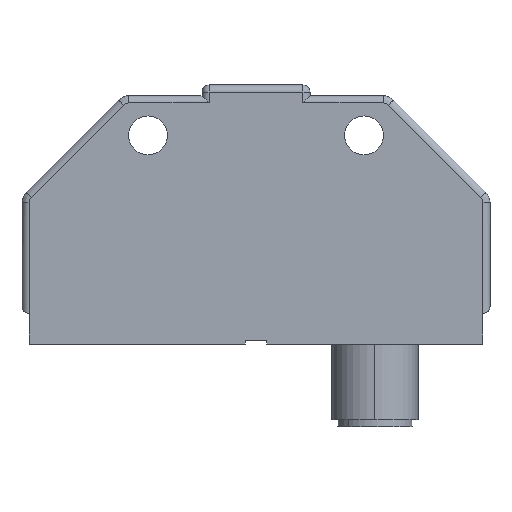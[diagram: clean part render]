
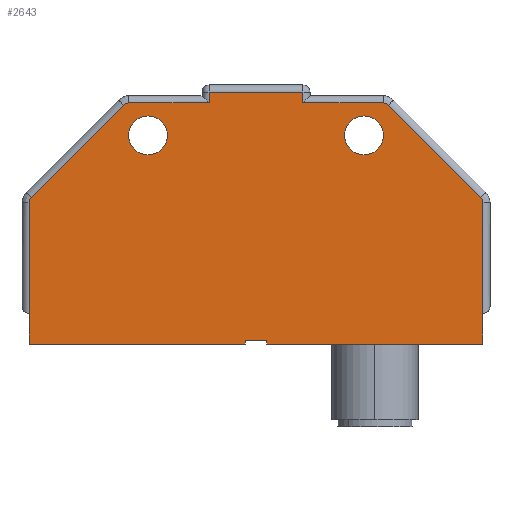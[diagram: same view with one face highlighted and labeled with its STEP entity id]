
A CAD part, front view. The second image highlights one B-rep face of the part: STEP entity #2643.
In plain terms, the highlighted planar face has unit normal (0, -1, 0).
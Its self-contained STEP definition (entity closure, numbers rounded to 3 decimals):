
#39=DIRECTION('',(0.,0.,-1.));
#40=VECTOR('',#39,4.254);
#41=CARTESIAN_POINT('',(31.5,0.,3.754));
#42=LINE('',#41,#40);
#43=DIRECTION('',(0.,0.,1.));
#44=VECTOR('',#43,0.508);
#45=CARTESIAN_POINT('',(1.5,0.,-0.5));
#46=LINE('',#45,#44);
#47=CARTESIAN_POINT('',(0.,0.,134.031));
#48=DIRECTION('',(0.,1.,0.));
#49=DIRECTION('',(0.011,0.,-1.));
#50=AXIS2_PLACEMENT_3D('',#47,#48,#49);
#52=DIRECTION('',(0.,0.,-1.));
#53=VECTOR('',#52,0.508);
#54=CARTESIAN_POINT('',(-1.5,0.,0.008));
#55=LINE('',#54,#53);
#56=DIRECTION('',(0.,0.,1.));
#57=VECTOR('',#56,4.254);
#58=CARTESIAN_POINT('',(-31.5,0.,-0.5));
#59=LINE('',#58,#57);
#60=CARTESIAN_POINT('',(-30.5,0.,19.172));
#61=DIRECTION('',(0.,1.,0.));
#62=DIRECTION('',(-1.,0.,0.));
#63=AXIS2_PLACEMENT_3D('',#60,#61,#62);
#65=DIRECTION('',(0.707,0.,0.707));
#66=VECTOR('',#65,18.142);
#67=CARTESIAN_POINT('',(-31.207,0.,19.879));
#68=LINE('',#67,#66);
#69=CARTESIAN_POINT('',(-17.672,0.,32.));
#70=DIRECTION('',(0.,1.,0.));
#71=DIRECTION('',(-0.707,0.,0.707));
#72=AXIS2_PLACEMENT_3D('',#69,#70,#71);
#74=CARTESIAN_POINT('',(17.672,0.,32.));
#75=DIRECTION('',(0.,1.,0.));
#76=DIRECTION('',(0.,0.,1.));
#77=AXIS2_PLACEMENT_3D('',#74,#75,#76);
#79=DIRECTION('',(0.707,0.,-0.707));
#80=VECTOR('',#79,18.142);
#81=CARTESIAN_POINT('',(18.379,0.,32.707));
#82=LINE('',#81,#80);
#83=CARTESIAN_POINT('',(30.5,0.,19.172));
#84=DIRECTION('',(0.,1.,0.));
#85=DIRECTION('',(0.707,0.,0.707));
#86=AXIS2_PLACEMENT_3D('',#83,#84,#85);
#88=CARTESIAN_POINT('',(15.,0.,28.5));
#89=DIRECTION('',(0.,-1.,0.));
#90=DIRECTION('',(-1.,0.,0.));
#91=AXIS2_PLACEMENT_3D('',#88,#89,#90);
#93=CARTESIAN_POINT('',(15.,0.,28.5));
#94=DIRECTION('',(0.,-1.,0.));
#95=DIRECTION('',(1.,0.,0.));
#96=AXIS2_PLACEMENT_3D('',#93,#94,#95);
#98=CARTESIAN_POINT('',(-15.,0.,28.5));
#99=DIRECTION('',(0.,-1.,0.));
#100=DIRECTION('',(-1.,0.,0.));
#101=AXIS2_PLACEMENT_3D('',#98,#99,#100);
#103=CARTESIAN_POINT('',(-15.,0.,28.5));
#104=DIRECTION('',(0.,-1.,0.));
#105=DIRECTION('',(1.,0.,0.));
#106=AXIS2_PLACEMENT_3D('',#103,#104,#105);
#112=DIRECTION('',(0.,0.,1.));
#113=VECTOR('',#112,15.417);
#114=CARTESIAN_POINT('',(31.5,0.,3.754));
#115=LINE('',#114,#113);
#374=DIRECTION('',(0.,0.,-1.));
#375=VECTOR('',#374,15.417);
#376=CARTESIAN_POINT('',(-31.5,0.,
19.172));
#377=LINE('',#376,#375);
#397=CARTESIAN_POINT('',(-31.5,0.,3.754));
#421=DIRECTION('',(1.,0.,0.));
#422=VECTOR('',#421,30.);
#423=CARTESIAN_POINT('',(-31.5,0.,-0.5));
#424=LINE('',#423,#422);
#510=DIRECTION('',(1.,0.,0.));
#511=VECTOR('',#510,30.);
#512=CARTESIAN_POINT('',(1.5,0.,-0.5));
#513=LINE('',#512,#511);
#547=CARTESIAN_POINT('',(31.5,0.,3.754));
#1628=DIRECTION('',(-1.,0.,0.));
#1629=VECTOR('',#1628,11.172);
#1630=CARTESIAN_POINT('',(-6.5,0.,33.));
#1631=LINE('',#1630,#1629);
#1640=DIRECTION('',(0.,0.,-1.));
#1641=VECTOR('',#1640,1.5);
#1642=CARTESIAN_POINT('',(-6.5,0.,34.5));
#1643=LINE('',#1642,#1641);
#1805=DIRECTION('',(0.,0.,1.));
#1806=VECTOR('',#1805,1.5);
#1807=CARTESIAN_POINT('',(6.5,0.,33.));
#1808=LINE('',#1807,#1806);
#1817=DIRECTION('',(-1.,0.,0.));
#1818=VECTOR('',#1817,11.172);
#1819=CARTESIAN_POINT('',(17.672,0.,
33.));
#1820=LINE('',#1819,#1818);
#1873=DIRECTION('',(-1.,0.,0.));
#1874=VECTOR('',#1873,13.);
#1875=CARTESIAN_POINT('',(6.5,0.,34.5));
#1876=LINE('',#1875,#1874);
#2087=CARTESIAN_POINT('',(6.5,0.,33.));
#2088=CARTESIAN_POINT('',(6.5,0.,34.5));
#2089=VERTEX_POINT('',#2087);
#2090=VERTEX_POINT('',#2088);
#2091=CARTESIAN_POINT('',(17.672,0.,
33.));
#2092=VERTEX_POINT('',#2091);
#2093=CARTESIAN_POINT('',(18.379,0.,32.707));
#2094=VERTEX_POINT('',#2093);
#2095=CARTESIAN_POINT('',(31.207,0.,
19.879));
#2096=VERTEX_POINT('',#2095);
#2097=CARTESIAN_POINT('',(31.5,0.,
19.172));
#2098=VERTEX_POINT('',#2097);
#2099=CARTESIAN_POINT('',(-31.5,0.,19.172));
#2100=CARTESIAN_POINT('',(-31.207,0.,19.879));
#2101=VERTEX_POINT('',#2099);
#2102=VERTEX_POINT('',#2100);
#2103=CARTESIAN_POINT('',(-18.379,0.,
32.707));
#2104=VERTEX_POINT('',#2103);
#2105=CARTESIAN_POINT('',(-17.672,0.,
33.));
#2106=VERTEX_POINT('',#2105);
#2107=CARTESIAN_POINT('',(-6.5,0.,33.));
#2108=VERTEX_POINT('',#2107);
#2109=CARTESIAN_POINT('',(-6.5,0.,34.5));
#2110=VERTEX_POINT('',#2109);
#2111=CARTESIAN_POINT('',(12.3,0.,28.5));
#2112=CARTESIAN_POINT('',(17.7,0.,28.5));
#2113=VERTEX_POINT('',#2111);
#2114=VERTEX_POINT('',#2112);
#2115=CARTESIAN_POINT('',(-17.7,0.,28.5));
#2116=CARTESIAN_POINT('',(-12.3,0.,28.5));
#2117=VERTEX_POINT('',#2115);
#2118=VERTEX_POINT('',#2116);
#2240=VERTEX_POINT('',#547);
#2241=VERTEX_POINT('',#397);
#2275=CARTESIAN_POINT('',(1.5,0.,0.008));
#2276=CARTESIAN_POINT('',(-1.5,0.,0.008));
#2277=VERTEX_POINT('',#2275);
#2278=VERTEX_POINT('',#2276);
#2279=CARTESIAN_POINT('',(1.5,0.,-0.5));
#2280=VERTEX_POINT('',#2279);
#2281=CARTESIAN_POINT('',(-1.5,0.,-0.5));
#2282=VERTEX_POINT('',#2281);
#2283=CARTESIAN_POINT('',(31.5,0.,-0.5));
#2284=VERTEX_POINT('',#2283);
#2285=CARTESIAN_POINT('',(-31.5,0.,-0.5));
#2286=VERTEX_POINT('',#2285);
#2584=CARTESIAN_POINT('',(0.,0.,0.));
#2585=DIRECTION('',(0.,1.,0.));
#2586=DIRECTION('',(1.,0.,0.));
#2587=AXIS2_PLACEMENT_3D('',#2584,#2585,#2586);
#2588=PLANE('',#2587);
#2590=ORIENTED_EDGE('',*,*,#2589,.F.);
#2592=ORIENTED_EDGE('',*,*,#2591,.T.);
#2594=ORIENTED_EDGE('',*,*,#2593,.F.);
#2596=ORIENTED_EDGE('',*,*,#2595,.T.);
#2598=ORIENTED_EDGE('',*,*,#2597,.T.);
#2600=ORIENTED_EDGE('',*,*,#2599,.T.);
#2602=ORIENTED_EDGE('',*,*,#2601,.F.);
#2604=ORIENTED_EDGE('',*,*,#2603,.T.);
#2606=ORIENTED_EDGE('',*,*,#2605,.F.);
#2608=ORIENTED_EDGE('',*,*,#2607,.T.);
#2610=ORIENTED_EDGE('',*,*,#2609,.T.);
#2612=ORIENTED_EDGE('',*,*,#2611,.T.);
#2614=ORIENTED_EDGE('',*,*,#2613,.F.);
#2616=ORIENTED_EDGE('',*,*,#2615,.F.);
#2618=ORIENTED_EDGE('',*,*,#2617,.F.);
#2620=ORIENTED_EDGE('',*,*,#2619,.F.);
#2622=ORIENTED_EDGE('',*,*,#2621,.F.);
#2624=ORIENTED_EDGE('',*,*,#2623,.T.);
#2626=ORIENTED_EDGE('',*,*,#2625,.T.);
#2628=ORIENTED_EDGE('',*,*,#2627,.T.);
#2629=EDGE_LOOP('',(#2590,#2592,#2594,#2596,#2598,#2600,#2602,#2604,#2606,#2608,
#2610,#2612,#2614,#2616,#2618,#2620,#2622,#2624,#2626,#2628));
#2630=FACE_OUTER_BOUND('',#2629,.F.);
#2632=ORIENTED_EDGE('',*,*,#2631,.T.);
#2634=ORIENTED_EDGE('',*,*,#2633,.T.);
#2635=EDGE_LOOP('',(#2632,#2634));
#2636=FACE_BOUND('',#2635,.F.);
#2638=ORIENTED_EDGE('',*,*,#2637,.T.);
#2640=ORIENTED_EDGE('',*,*,#2639,.T.);
#2641=EDGE_LOOP('',(#2638,#2640));
#2642=FACE_BOUND('',#2641,.F.);
#2643=ADVANCED_FACE('',(#2630,#2636,#2642),#2588,.F.);
#51=CIRCLE('',#50,134.031);
#64=CIRCLE('',#63,1.);
#73=CIRCLE('',#72,1.);
#78=CIRCLE('',#77,1.);
#87=CIRCLE('',#86,1.);
#92=CIRCLE('',#91,2.7);
#97=CIRCLE('',#96,2.7);
#102=CIRCLE('',#101,2.7);
#107=CIRCLE('',#106,2.7);
#2589=EDGE_CURVE('',#2240,#2098,#115,.T.);
#2591=EDGE_CURVE('',#2240,#2284,#42,.T.);
#2593=EDGE_CURVE('',#2280,#2284,#513,.T.);
#2595=EDGE_CURVE('',#2280,#2277,#46,.T.);
#2597=EDGE_CURVE('',#2277,#2278,#51,.T.);
#2599=EDGE_CURVE('',#2278,#2282,#55,.T.);
#2601=EDGE_CURVE('',#2286,#2282,#424,.T.);
#2603=EDGE_CURVE('',#2286,#2241,#59,.T.);
#2605=EDGE_CURVE('',#2101,#2241,#377,.T.);
#2607=EDGE_CURVE('',#2101,#2102,#64,.T.);
#2609=EDGE_CURVE('',#2102,#2104,#68,.T.);
#2611=EDGE_CURVE('',#2104,#2106,#73,.T.);
#2613=EDGE_CURVE('',#2108,#2106,#1631,.T.);
#2615=EDGE_CURVE('',#2110,#2108,#1643,.T.);
#2617=EDGE_CURVE('',#2090,#2110,#1876,.T.);
#2619=EDGE_CURVE('',#2089,#2090,#1808,.T.);
#2621=EDGE_CURVE('',#2092,#2089,#1820,.T.);
#2623=EDGE_CURVE('',#2092,#2094,#78,.T.);
#2625=EDGE_CURVE('',#2094,#2096,#82,.T.);
#2627=EDGE_CURVE('',#2096,#2098,#87,.T.);
#2631=EDGE_CURVE('',#2113,#2114,#92,.T.);
#2633=EDGE_CURVE('',#2114,#2113,#97,.T.);
#2637=EDGE_CURVE('',#2117,#2118,#102,.T.);
#2639=EDGE_CURVE('',#2118,#2117,#107,.T.);
